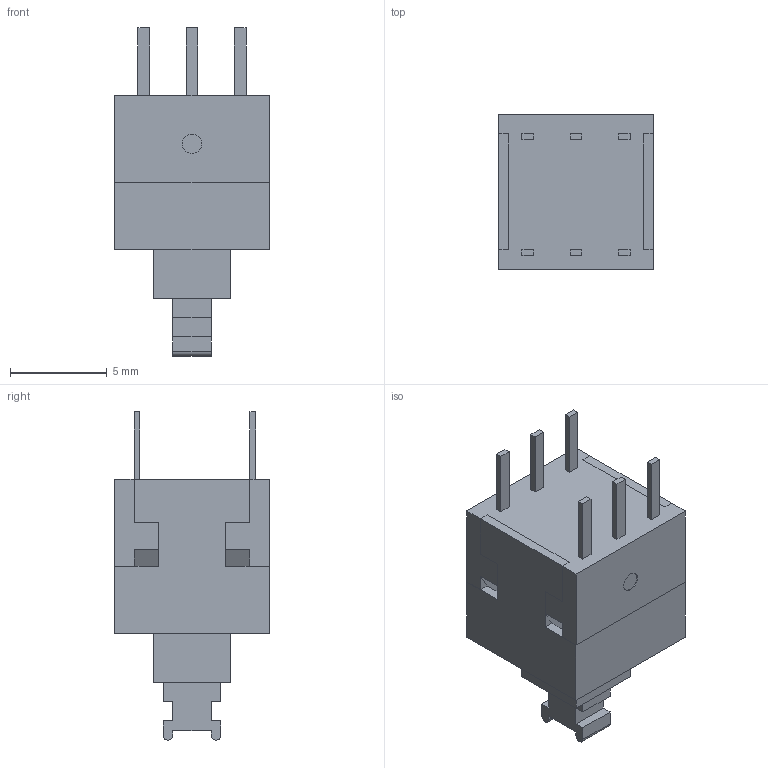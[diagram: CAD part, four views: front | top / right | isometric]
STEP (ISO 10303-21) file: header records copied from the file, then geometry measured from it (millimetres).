
FILE_DESCRIPTION((''),'2;1');
FILE_NAME('TL2285xx.stp','2011-10-31T11:01:08',('blarson'),(''),'Autodesk Inventor 11','Autodesk Inventor 11','');
FILE_SCHEMA(('AUTOMOTIVE_DESIGN { 1 0 10303 214 1 1 1 1 }'));
Length unit declared in the file: millimetre
Products named in the file (5): TL2285; TERMINALS; HOUSEING; actuator; SPRING
Assembly tree (4 placements, depth 2):
  TL2285
    TERMINALS
    HOUSEING
    actuator
    SPRING
Bounding box: 8 x 8 x 17 mm (x, y, z)
Volume: 395 mm3; surface area: 1155.2 mm2
Topology: 4 solids, 4 shells, 250 faces, 650 edges, 428 vertices
Faces by surface type: plane 189, bspline 50, cylinder 11
Full cylindrical faces by diameter (mm): 0.5 x1, 1 x3
Entity records: 9860 total; most frequent: CARTESIAN_POINT 3753, ORIENTED_EDGE 1278, DIRECTION 1086, EDGE_CURVE 639, VECTOR 608, LINE 608, VERTEX_POINT 424, EDGE_LOOP 281
